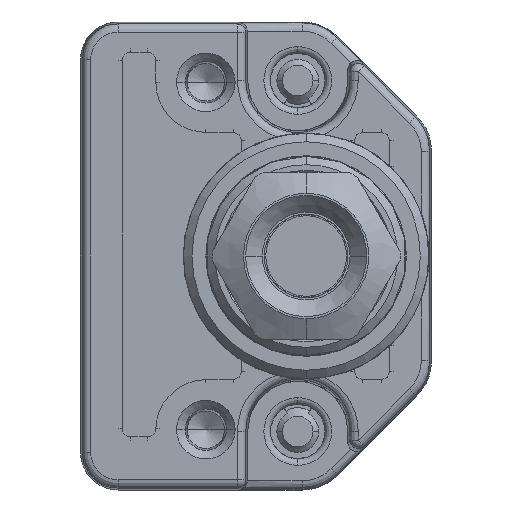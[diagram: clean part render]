
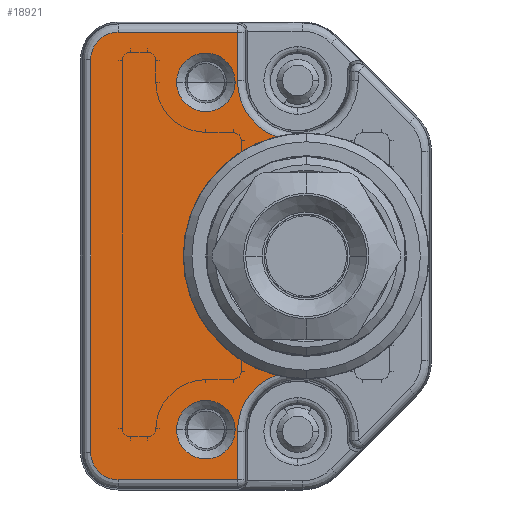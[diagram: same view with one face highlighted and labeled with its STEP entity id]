
A CAD part, left-side view. The second image highlights one B-rep face of the part: STEP entity #18921.
In plain terms, the highlighted planar face has unit normal (-1, 0, 0).
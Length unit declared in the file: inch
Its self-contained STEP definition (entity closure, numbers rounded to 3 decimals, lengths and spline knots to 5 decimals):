
#4739=DIRECTION('',(0.,0.,1.));
#4740=VECTOR('',#4739,0.11381);
#4741=CARTESIAN_POINT('',(-0.51181,0.45723,
-0.5272));
#4742=LINE('',#4741,#4740);
#4743=DIRECTION('',(0.,-1.,0.));
#4744=VECTOR('',#4743,0.28096);
#4745=CARTESIAN_POINT('',(-0.51181,0.73819,
-0.5272));
#4746=LINE('',#4745,#4744);
#4747=CARTESIAN_POINT('',(-0.51181,0.73819,
-0.4626));
#4748=DIRECTION('',(-1.,0.,0.));
#4749=DIRECTION('',(0.,1.,0.));
#4750=AXIS2_PLACEMENT_3D('',#4747,#4748,#4749);
#4752=DIRECTION('',(0.,0.,-1.));
#4753=VECTOR('',#4752,0.9252);
#4754=CARTESIAN_POINT('',(-0.51181,0.80279,
0.4626));
#4755=LINE('',#4754,#4753);
#4756=CARTESIAN_POINT('',(-0.51181,0.73819,
0.4626));
#4757=DIRECTION('',(-1.,0.,0.));
#4758=DIRECTION('',(0.,0.,1.));
#4759=AXIS2_PLACEMENT_3D('',#4756,#4757,#4758);
#4761=DIRECTION('',(0.,1.,0.));
#4762=VECTOR('',#4761,0.28096);
#4763=CARTESIAN_POINT('',(-0.51181,0.45723,
0.5272));
#4764=LINE('',#4763,#4762);
#4765=DIRECTION('',(0.,0.,1.));
#4766=VECTOR('',#4765,0.11381);
#4767=CARTESIAN_POINT('',(-0.51181,0.45723,
0.41339));
#4768=LINE('',#4767,#4766);
#4769=CARTESIAN_POINT('',(-0.51181,0.31496,
0.41339));
#4770=DIRECTION('',(1.,0.,0.));
#4771=DIRECTION('',(0.,0.359,-0.933));
#4772=AXIS2_PLACEMENT_3D('',#4769,#4770,#4771);
#4774=CARTESIAN_POINT('',(-0.51181,0.29528,0.));
#4775=DIRECTION('',(-1.,0.,0.));
#4776=DIRECTION('',(0.,0.244,0.97));
#4777=AXIS2_PLACEMENT_3D('',#4774,#4775,#4776);
#4779=CARTESIAN_POINT('',(-0.51181,0.31496,
-0.41339));
#4780=DIRECTION('',(1.,0.,0.));
#4781=DIRECTION('',(0.,1.,0.));
#4782=AXIS2_PLACEMENT_3D('',#4779,#4780,#4781);
#4784=CARTESIAN_POINT('',(-0.51181,0.5315,
-0.40915));
#4785=DIRECTION('',(1.,0.,0.));
#4786=DIRECTION('',(0.,-1.,0.));
#4787=AXIS2_PLACEMENT_3D('',#4784,#4785,#4786);
#4789=CARTESIAN_POINT('',(-0.51181,0.5315,
-0.40915));
#4790=DIRECTION('',(1.,0.,0.));
#4791=DIRECTION('',(0.,1.,0.));
#4792=AXIS2_PLACEMENT_3D('',#4789,#4790,#4791);
#4794=CARTESIAN_POINT('',(-0.51181,0.5315,
0.40915));
#4795=DIRECTION('',(1.,0.,0.));
#4796=DIRECTION('',(0.,-1.,0.));
#4797=AXIS2_PLACEMENT_3D('',#4794,#4795,#4796);
#4799=CARTESIAN_POINT('',(-0.51181,0.5315,
0.40915));
#4800=DIRECTION('',(1.,0.,0.));
#4801=DIRECTION('',(0.,1.,0.));
#4802=AXIS2_PLACEMENT_3D('',#4799,#4800,#4801);
#10835=CARTESIAN_POINT('',(-0.51181,0.80279,
-0.4626));
#10836=CARTESIAN_POINT('',(-0.51181,0.73819,
-0.5272));
#10837=VERTEX_POINT('',#10835);
#10838=VERTEX_POINT('',#10836);
#10843=CARTESIAN_POINT('',(-0.51181,0.80279,
0.4626));
#10844=VERTEX_POINT('',#10843);
#10847=CARTESIAN_POINT('',(-0.51181,0.73819,
0.5272));
#10848=VERTEX_POINT('',#10847);
#10875=CARTESIAN_POINT('',(-0.51181,0.45723,
-0.5272));
#10876=CARTESIAN_POINT('',(-0.51181,0.45723,
-0.41339));
#10877=VERTEX_POINT('',#10875);
#10878=VERTEX_POINT('',#10876);
#10900=CARTESIAN_POINT('',(-0.51181,0.366,
-0.28059));
#10901=VERTEX_POINT('',#10900);
#10916=CARTESIAN_POINT('',(-0.51181,0.45723,
0.41339));
#10917=CARTESIAN_POINT('',(-0.51181,0.45723,
0.5272));
#10918=VERTEX_POINT('',#10916);
#10919=VERTEX_POINT('',#10917);
#10940=CARTESIAN_POINT('',(-0.51181,0.366,
0.28059));
#10941=VERTEX_POINT('',#10940);
#10984=CARTESIAN_POINT('',(-0.51181,0.4626,
-0.40915));
#10985=CARTESIAN_POINT('',(-0.51181,0.60039,
-0.40915));
#10986=VERTEX_POINT('',#10984);
#10987=VERTEX_POINT('',#10985);
#10992=CARTESIAN_POINT('',(-0.51181,0.4626,
0.40915));
#10993=CARTESIAN_POINT('',(-0.51181,0.60039,
0.40915));
#10994=VERTEX_POINT('',#10992);
#10995=VERTEX_POINT('',#10993);
#18886=CARTESIAN_POINT('',(-0.51181,0.,0.));
#18887=DIRECTION('',(-1.,0.,0.));
#18888=DIRECTION('',(0.,0.,1.));
#18889=AXIS2_PLACEMENT_3D('',#18886,#18887,#18888);
#18890=PLANE('',#18889);
#18892=ORIENTED_EDGE('',*,*,#18891,.F.);
#18894=ORIENTED_EDGE('',*,*,#18893,.F.);
#18896=ORIENTED_EDGE('',*,*,#18895,.F.);
#18898=ORIENTED_EDGE('',*,*,#18897,.F.);
#18900=ORIENTED_EDGE('',*,*,#18899,.F.);
#18902=ORIENTED_EDGE('',*,*,#18901,.F.);
#18903=ORIENTED_EDGE('',*,*,#18877,.F.);
#18904=ORIENTED_EDGE('',*,*,#18835,.F.);
#18905=ORIENTED_EDGE('',*,*,#18749,.T.);
#18906=ORIENTED_EDGE('',*,*,#18734,.F.);
#18907=EDGE_LOOP('',(#18892,#18894,#18896,#18898,#18900,#18902,#18903,#18904,
#18905,#18906));
#18908=FACE_OUTER_BOUND('',#18907,.F.);
#18910=ORIENTED_EDGE('',*,*,#18909,.F.);
#18912=ORIENTED_EDGE('',*,*,#18911,.F.);
#18913=EDGE_LOOP('',(#18910,#18912));
#18914=FACE_BOUND('',#18913,.F.);
#18916=ORIENTED_EDGE('',*,*,#18915,.F.);
#18918=ORIENTED_EDGE('',*,*,#18917,.F.);
#18919=EDGE_LOOP('',(#18916,#18918));
#18920=FACE_BOUND('',#18919,.F.);
#18921=ADVANCED_FACE('',(#18908,#18914,#18920),#18890,.T.);
#4751=CIRCLE('',#4750,0.0646);
#4760=CIRCLE('',#4759,0.0646);
#4773=CIRCLE('',#4772,0.14227);
#4778=CIRCLE('',#4777,0.28937);
#4783=CIRCLE('',#4782,0.14227);
#4788=CIRCLE('',#4787,0.0689);
#4793=CIRCLE('',#4792,0.0689);
#4798=CIRCLE('',#4797,0.0689);
#4803=CIRCLE('',#4802,0.0689);
#18734=EDGE_CURVE('',#10878,#10901,#4783,.T.);
#18749=EDGE_CURVE('',#10941,#10901,#4778,.T.);
#18835=EDGE_CURVE('',#10941,#10918,#4773,.T.);
#18877=EDGE_CURVE('',#10918,#10919,#4768,.T.);
#18891=EDGE_CURVE('',#10877,#10878,#4742,.T.);
#18893=EDGE_CURVE('',#10838,#10877,#4746,.T.);
#18895=EDGE_CURVE('',#10837,#10838,#4751,.T.);
#18897=EDGE_CURVE('',#10844,#10837,#4755,.T.);
#18899=EDGE_CURVE('',#10848,#10844,#4760,.T.);
#18901=EDGE_CURVE('',#10919,#10848,#4764,.T.);
#18909=EDGE_CURVE('',#10986,#10987,#4788,.T.);
#18911=EDGE_CURVE('',#10987,#10986,#4793,.T.);
#18915=EDGE_CURVE('',#10994,#10995,#4798,.T.);
#18917=EDGE_CURVE('',#10995,#10994,#4803,.T.);
